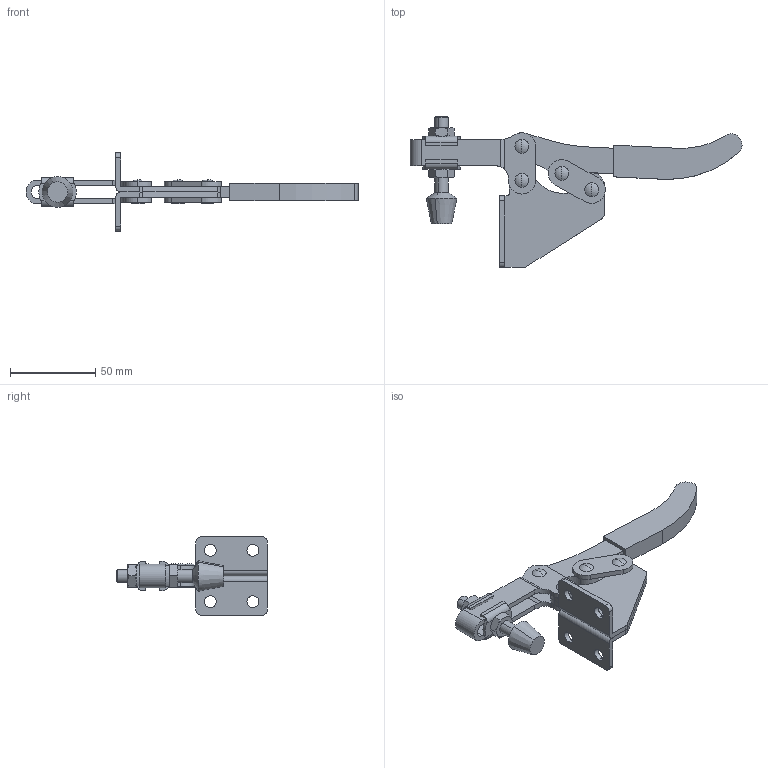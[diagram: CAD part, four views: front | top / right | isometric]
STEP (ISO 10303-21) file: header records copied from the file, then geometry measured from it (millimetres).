
FILE_DESCRIPTION (( 'STEP AP214' ), '1' );
FILE_NAME ('GH-202-F(Â²¤Æ)-1.STEP', '2020-07-16T02:47:44', ( 'LinWei' ), ( '' ), 'SwSTEP 2.0', 'SolidWorks 2016', '' );
FILE_SCHEMA (( 'AUTOMOTIVE_DESIGN' ));
Length unit declared in the file: millimetre
Products named in the file (6): Group3^GH-202-F(簡化)-1; Group2^GH-202-F(簡化)-1; GH-202-F(簡化)-1; Group1^GH-202-F(簡化); 1203F01-1^GH-202-F(簡化)-1; Group5^GH-202-F(簡化)-1
Assembly tree (5 placements, depth 2):
  GH-202-F(簡化)-1
    Group2^GH-202-F(簡化)-1
    Group3^GH-202-F(簡化)-1
    Group5^GH-202-F(簡化)-1
    1203F01-1^GH-202-F(簡化)-1
    Group1^GH-202-F(簡化)
Bounding box: 194.99 x 88.6 x 46 mm (x, y, z)
Volume: 57907.1 mm3; surface area: 31624.7 mm2
Topology: 5 solids, 5 shells, 254 faces, 629 edges, 402 vertices
Faces by surface type: cylinder 109, plane 107, cone 30, sphere 8
Entity records: 8988 total; most frequent: CARTESIAN_POINT 1677, DIRECTION 1345, ORIENTED_EDGE 1258, EDGE_CURVE 629, AXIS2_PLACEMENT_3D 526, VERTEX_POINT 402, VECTOR 293, LINE 293
